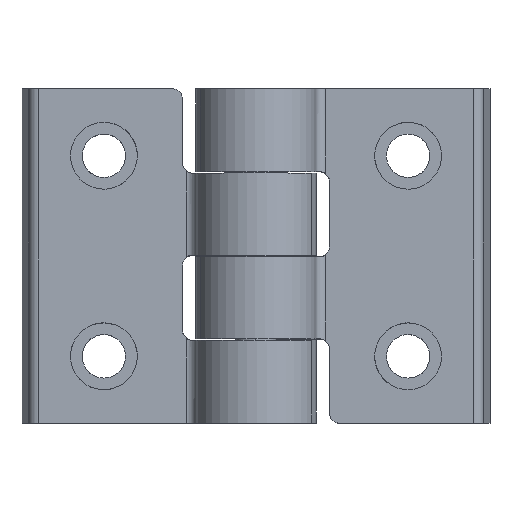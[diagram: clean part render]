
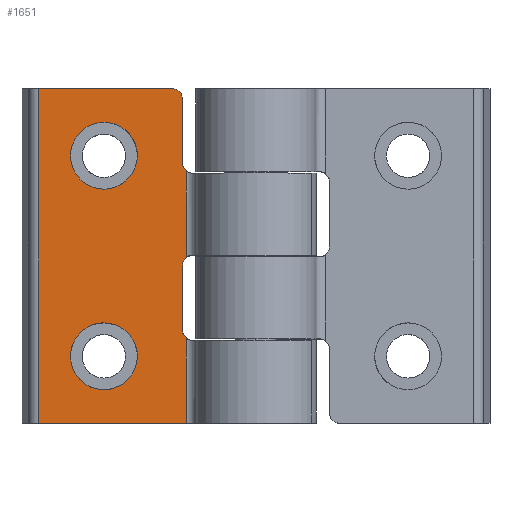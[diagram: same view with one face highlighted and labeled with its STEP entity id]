
A CAD part, top view. The second image highlights one B-rep face of the part: STEP entity #1651.
In plain terms, the highlighted planar face has unit normal (0, 0, 1).
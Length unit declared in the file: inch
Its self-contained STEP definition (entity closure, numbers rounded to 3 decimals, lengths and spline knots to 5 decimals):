
#642=CARTESIAN_POINT('',(0.0,-0.19685,0.3937));
#643=VERTEX_POINT('',#642);
#650=CARTESIAN_POINT('',(0.0,0.19685,0.3937));
#651=VERTEX_POINT('',#650);
#652=CARTESIAN_POINT('',(0.0,0.0,0.3937));
#653=DIRECTION('',(0.0,0.0,-1.0));
#654=DIRECTION('',(-1.0,0.0,0.0));
#655=AXIS2_PLACEMENT_3D('',#652,#653,#654);
#656=ELLIPSE('',#655,0.19685,0.19685);
#657=EDGE_CURVE('',#643,#651,#656,.T.);
#726=CARTESIAN_POINT('',(0.0,0.98425,0.3937));
#727=VERTEX_POINT('',#726);
#734=CARTESIAN_POINT('',(0.0,1.37795,0.3937));
#735=VERTEX_POINT('',#734);
#736=CARTESIAN_POINT('',(0.0,1.1811,0.3937));
#737=DIRECTION('',(0.0,0.0,-1.0));
#738=DIRECTION('',(-1.0,0.0,0.0));
#739=AXIS2_PLACEMENT_3D('',#736,#737,#738);
#740=ELLIPSE('',#739,0.19685,0.19685);
#741=EDGE_CURVE('',#727,#735,#740,.T.);
#852=CARTESIAN_POINT('',(0.19685,1.1811,0.3937));
#853=VERTEX_POINT('',#852);
#854=CARTESIAN_POINT('',(0.0,1.1811,0.3937));
#855=DIRECTION('',(0.0,0.0,-1.0));
#856=DIRECTION('',(-1.0,0.0,0.0));
#857=AXIS2_PLACEMENT_3D('',#854,#855,#856);
#858=ELLIPSE('',#857,0.19685,0.19685);
#859=EDGE_CURVE('',#735,#853,#858,.T.);
#861=CARTESIAN_POINT('',(0.0,1.1811,0.3937));
#862=DIRECTION('',(0.0,0.0,-1.0));
#863=DIRECTION('',(-1.0,0.0,0.0));
#864=AXIS2_PLACEMENT_3D('',#861,#862,#863);
#865=ELLIPSE('',#864,0.19685,0.19685);
#866=EDGE_CURVE('',#853,#727,#865,.T.);
#932=CARTESIAN_POINT('',(0.19685,0.0,0.3937));
#933=VERTEX_POINT('',#932);
#934=CARTESIAN_POINT('',(0.0,0.0,0.3937));
#935=DIRECTION('',(0.0,0.0,-1.0));
#936=DIRECTION('',(-1.0,0.0,0.0));
#937=AXIS2_PLACEMENT_3D('',#934,#935,#936);
#938=ELLIPSE('',#937,0.19685,0.19685);
#939=EDGE_CURVE('',#651,#933,#938,.T.);
#941=CARTESIAN_POINT('',(0.0,0.0,0.3937));
#942=DIRECTION('',(0.0,0.0,-1.0));
#943=DIRECTION('',(-1.0,0.0,0.0));
#944=AXIS2_PLACEMENT_3D('',#941,#942,#943);
#945=ELLIPSE('',#944,0.19685,0.19685);
#946=EDGE_CURVE('',#933,#643,#945,.T.);
#1007=CARTESIAN_POINT('',(0.4626,1.51579,0.3937));
#1008=VERTEX_POINT('',#1007);
#1009=CARTESIAN_POINT('',(0.4057,1.5748,0.3937));
#1010=VERTEX_POINT('',#1009);
#1011=CARTESIAN_POINT('',(0.40354,1.51579,0.3937));
#1012=DIRECTION('',(0.0,0.0,1.0));
#1013=DIRECTION('',(1.0,0.0,0.0));
#1014=AXIS2_PLACEMENT_3D('',#1011,#1012,#1013);
#1015=ELLIPSE('',#1014,0.05906,0.05906);
#1016=EDGE_CURVE('',#1008,#1010,#1015,.T.);
#1111=CARTESIAN_POINT('',(0.4626,1.1378,0.3937));
#1112=VERTEX_POINT('',#1111);
#1119=CARTESIAN_POINT('',(0.4626,1.1378,0.3937));
#1120=DIRECTION('',(0.0,1.0,0.0));
#1121=VECTOR('',#1120,0.37799);
#1122=LINE('',#1119,#1121);
#1123=EDGE_CURVE('',#1112,#1008,#1122,.T.);
#1151=CARTESIAN_POINT('',(0.48417,1.09216,0.3937));
#1152=VERTEX_POINT('',#1151);
#1166=CARTESIAN_POINT('',(0.52165,1.1378,0.3937));
#1167=DIRECTION('',(0.0,0.0,-1.0));
#1168=DIRECTION('',(-1.0,0.0,0.0));
#1169=AXIS2_PLACEMENT_3D('',#1166,#1167,#1168);
#1170=ELLIPSE('',#1169,0.05906,0.05906);
#1171=EDGE_CURVE('',#1152,#1112,#1170,.T.);
#1235=CARTESIAN_POINT('',(0.4626,0.53543,0.3937));
#1236=VERTEX_POINT('',#1235);
#1243=CARTESIAN_POINT('',(0.48417,0.58106,0.3937));
#1244=VERTEX_POINT('',#1243);
#1245=CARTESIAN_POINT('',(0.52165,0.53543,0.3937));
#1246=DIRECTION('',(0.0,0.0,-1.0));
#1247=DIRECTION('',(1.0,0.0,0.0));
#1248=AXIS2_PLACEMENT_3D('',#1245,#1246,#1247);
#1249=ELLIPSE('',#1248,0.05906,0.05906);
#1250=EDGE_CURVE('',#1236,#1244,#1249,.T.);
#1282=CARTESIAN_POINT('',(0.4626,0.15354,0.3937));
#1283=VERTEX_POINT('',#1282);
#1290=CARTESIAN_POINT('',(0.4626,0.15354,0.3937));
#1291=DIRECTION('',(0.0,1.0,0.0));
#1292=VECTOR('',#1291,0.38189);
#1293=LINE('',#1290,#1292);
#1294=EDGE_CURVE('',#1283,#1236,#1293,.T.);
#1322=CARTESIAN_POINT('',(0.48417,0.10791,0.3937));
#1323=VERTEX_POINT('',#1322);
#1337=CARTESIAN_POINT('',(0.52165,0.15354,0.3937));
#1338=DIRECTION('',(0.0,0.0,-1.0));
#1339=DIRECTION('',(-1.0,0.0,0.0));
#1340=AXIS2_PLACEMENT_3D('',#1337,#1338,#1339);
#1341=ELLIPSE('',#1340,0.05906,0.05906);
#1342=EDGE_CURVE('',#1323,#1283,#1341,.T.);
#1396=CARTESIAN_POINT('',(-0.38413,1.5748,0.3937));
#1397=VERTEX_POINT('',#1396);
#1398=CARTESIAN_POINT('',(0.4057,1.5748,0.3937));
#1399=DIRECTION('',(-1.,0.0,0.));
#1400=VECTOR('',#1399,0.78983);
#1401=LINE('',#1398,#1400);
#1402=EDGE_CURVE('',#1010,#1397,#1401,.T.);
#1502=CARTESIAN_POINT('',(0.48417,-0.3937,0.3937));
#1503=VERTEX_POINT('',#1502);
#1511=CARTESIAN_POINT('',(0.48417,-0.3937,0.3937));
#1512=DIRECTION('',(0.0,1.0,0.0));
#1513=VECTOR('',#1512,0.50161);
#1514=LINE('',#1511,#1513);
#1515=EDGE_CURVE('',#1503,#1323,#1514,.T.);
#1601=CARTESIAN_POINT('',(0.48417,0.58106,0.3937));
#1602=DIRECTION('',(0.0,1.0,0.0));
#1603=VECTOR('',#1602,0.5111);
#1604=LINE('',#1601,#1603);
#1605=EDGE_CURVE('',#1244,#1152,#1604,.T.);
#1611=CARTESIAN_POINT('',(-0.42754,1.67323,0.3937));
#1612=DIRECTION('',(0.,0.,1.));
#1613=DIRECTION('',(0.0,1.0,0.0));
#1614=AXIS2_PLACEMENT_3D('',#1611,#1612,#1613);
#1615=PLANE('',#1614);
#1616=ORIENTED_EDGE('',*,*,#1016,.T.);
#1617=ORIENTED_EDGE('',*,*,#1402,.T.);
#1618=CARTESIAN_POINT('',(-0.38413,-0.3937,0.3937));
#1619=VERTEX_POINT('',#1618);
#1620=CARTESIAN_POINT('',(-0.38413,-0.3937,0.3937));
#1621=DIRECTION('',(0.0,1.0,0.0));
#1622=VECTOR('',#1621,1.9685);
#1623=LINE('',#1620,#1622);
#1624=EDGE_CURVE('',#1619,#1397,#1623,.T.);
#1625=ORIENTED_EDGE('',*,*,#1624,.F.);
#1626=CARTESIAN_POINT('',(0.48417,-0.3937,0.3937));
#1627=DIRECTION('',(-1.,0.,0.));
#1628=VECTOR('',#1627,0.86829);
#1629=LINE('',#1626,#1628);
#1630=EDGE_CURVE('',#1503,#1619,#1629,.T.);
#1631=ORIENTED_EDGE('',*,*,#1630,.F.);
#1632=ORIENTED_EDGE('',*,*,#1515,.T.);
#1633=ORIENTED_EDGE('',*,*,#1342,.T.);
#1634=ORIENTED_EDGE('',*,*,#1294,.T.);
#1635=ORIENTED_EDGE('',*,*,#1250,.T.);
#1636=ORIENTED_EDGE('',*,*,#1605,.T.);
#1637=ORIENTED_EDGE('',*,*,#1171,.T.);
#1638=ORIENTED_EDGE('',*,*,#1123,.T.);
#1639=EDGE_LOOP('',(#1616,#1617,#1625,#1631,#1632,#1633,#1634,#1635,#1636,#1637,#1638));
#1640=FACE_OUTER_BOUND('',#1639,.T.);
#1641=ORIENTED_EDGE('',*,*,#866,.T.);
#1642=ORIENTED_EDGE('',*,*,#741,.T.);
#1643=ORIENTED_EDGE('',*,*,#859,.T.);
#1644=EDGE_LOOP('',(#1641,#1642,#1643));
#1645=FACE_BOUND('',#1644,.T.);
#1646=ORIENTED_EDGE('',*,*,#946,.T.);
#1647=ORIENTED_EDGE('',*,*,#657,.T.);
#1648=ORIENTED_EDGE('',*,*,#939,.T.);
#1649=EDGE_LOOP('',(#1646,#1647,#1648));
#1650=FACE_BOUND('',#1649,.T.);
#1651=ADVANCED_FACE('',(#1640,#1645,#1650),#1615,.T.);
